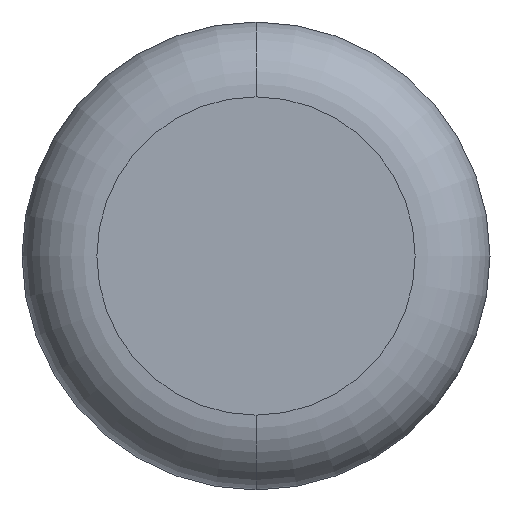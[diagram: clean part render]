
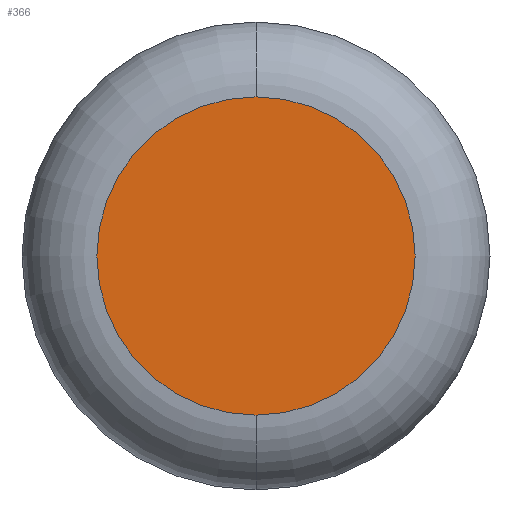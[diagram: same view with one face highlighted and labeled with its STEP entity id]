
A CAD part, front view. The second image highlights one B-rep face of the part: STEP entity #366.
In plain terms, the highlighted planar face has unit normal (0, -1, 0).
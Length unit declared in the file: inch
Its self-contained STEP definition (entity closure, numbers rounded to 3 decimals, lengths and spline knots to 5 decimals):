
#55 = DIRECTION ( 'NONE',  ( 0., -1., 0. ) ) ;
#68 = CIRCLE ( 'NONE', #367, 0.06375 ) ;
#115 = FACE_OUTER_BOUND ( 'NONE', #250, .T. ) ;
#127 = DIRECTION ( 'NONE',  ( 0., -1., 0. ) ) ;
#140 = DIRECTION ( 'NONE',  ( 0., 0., -1. ) ) ;
#163 = ORIENTED_EDGE ( 'NONE', *, *, #294, .T. ) ;
#205 = VERTEX_POINT ( 'NONE', #272 ) ;
#229 = AXIS2_PLACEMENT_3D ( 'NONE', #372, #127, #363 ) ;
#250 = EDGE_LOOP ( 'NONE', ( #491, #163 ) ) ;
#272 = CARTESIAN_POINT ( 'NONE',  ( 0., 0., -0.06375 ) ) ;
#273 = PLANE ( 'NONE',  #229 ) ;
#294 = EDGE_CURVE ( 'NONE', #374, #205, #505, .T. ) ;
#355 = DIRECTION ( 'NONE',  ( 0., -1., 0. ) ) ;
#358 = AXIS2_PLACEMENT_3D ( 'NONE', #519, #55, #140 ) ;
#360 = EDGE_CURVE ( 'NONE', #205, #374, #68, .T. ) ;
#363 = DIRECTION ( 'NONE',  ( 0., 0., -1. ) ) ;
#366 = ADVANCED_FACE ( 'NONE', ( #115 ), #273, .T. ) ;
#367 = AXIS2_PLACEMENT_3D ( 'NONE', #408, #355, #535 ) ;
#372 = CARTESIAN_POINT ( 'NONE',  ( 0., 0., 0. ) ) ;
#374 = VERTEX_POINT ( 'NONE', #541 ) ;
#408 = CARTESIAN_POINT ( 'NONE',  ( 0., 0., 0. ) ) ;
#491 = ORIENTED_EDGE ( 'NONE', *, *, #360, .T. ) ;
#505 = CIRCLE ( 'NONE', #358, 0.06375 ) ;
#519 = CARTESIAN_POINT ( 'NONE',  ( 0., 0., 0. ) ) ;
#535 = DIRECTION ( 'NONE',  ( 0., 0., -1. ) ) ;
#541 = CARTESIAN_POINT ( 'NONE',  ( 0., 0., 0.06375 ) ) ;
